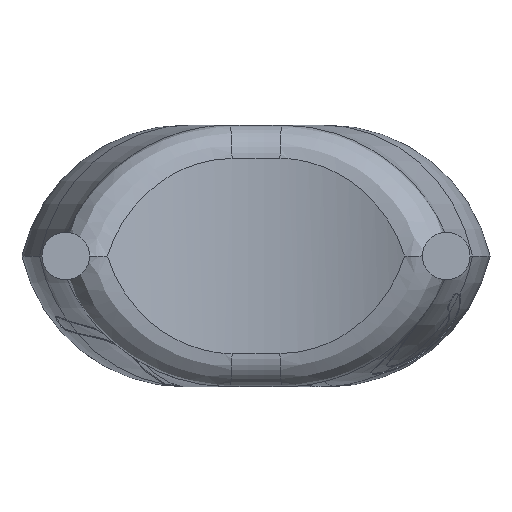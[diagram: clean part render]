
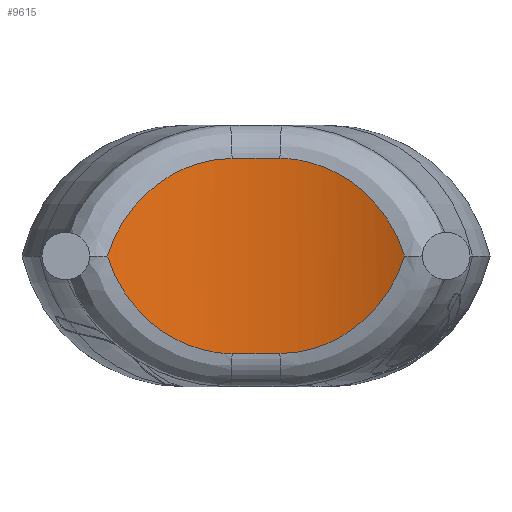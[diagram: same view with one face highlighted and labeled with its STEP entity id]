
A CAD part, front view. The second image highlights one B-rep face of the part: STEP entity #9615.
In plain terms, the highlighted cylindrical face has radius 3.625 mm (diameter 7.25 mm), a partial arc.
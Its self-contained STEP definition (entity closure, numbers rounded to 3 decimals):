
#50 = EDGE_CURVE ( 'NONE', #6174, #13204, #9598, .T. ) ;
#520 = DIRECTION ( 'NONE',  ( 0., 0., 1. ) ) ;
#582 = B_SPLINE_CURVE_WITH_KNOTS ( 'NONE', 3,
 ( #9416, #4394, #9255, #2044, #13016, #6876, #9334, #14136, #2186, #12944 ),
 .UNSPECIFIED., .F., .F.,
 ( 4, 2, 2, 2, 4 ),
 ( 0., 0., 0.001, 0.001, 0.002 ),
 .UNSPECIFIED. ) ;
#658 = DIRECTION ( 'NONE',  ( 0., 0., -1. ) ) ;
#722 = VERTEX_POINT ( 'NONE', #14549 ) ;
#799 = DIRECTION ( 'NONE',  ( 0., 0., -1. ) ) ;
#918 = CARTESIAN_POINT ( 'NONE',  ( -1.453, -4.003, -0.28 ) ) ;
#956 = CARTESIAN_POINT ( 'NONE',  ( 0., -7.325, -1.025 ) ) ;
#1164 = CARTESIAN_POINT ( 'NONE',  ( 1.561, -4.053, 0. ) ) ;
#1364 = CARTESIAN_POINT ( 'NONE',  ( -0.958, -3.827, 0.817 ) ) ;
#2044 = CARTESIAN_POINT ( 'NONE',  ( 1.287, -3.935, 0.524 ) ) ;
#2186 = CARTESIAN_POINT ( 'NONE',  ( 0.404, -3.719, 1.025 ) ) ;
#2384 = CARTESIAN_POINT ( 'NONE',  ( -1.453, -4.003, 0.28 ) ) ;
#2570 = CARTESIAN_POINT ( 'NONE',  ( -1.561, -4.053, 0. ) ) ;
#3049 = CARTESIAN_POINT ( 'NONE',  ( 0.831, -3.794, -0.891 ) ) ;
#3118 = EDGE_CURVE ( 'NONE', #13204, #722, #9317, .T. ) ;
#3122 = CARTESIAN_POINT ( 'NONE',  ( -0.831, -3.794, -0.891 ) ) ;
#3290 = CARTESIAN_POINT ( 'NONE',  ( 0.404, -3.719, -1.025 ) ) ;
#4311 = CARTESIAN_POINT ( 'NONE',  ( -1.287, -3.935, -0.524 ) ) ;
#4394 = CARTESIAN_POINT ( 'NONE',  ( 1.518, -4.033, 0.145 ) ) ;
#4416 = CARTESIAN_POINT ( 'NONE',  ( 0.252, -3.709, 1.025 ) ) ;
#4516 = CYLINDRICAL_SURFACE ( 'NONE', #15065, 3.625 ) ;
#4620 = CARTESIAN_POINT ( 'NONE',  ( 1.453, -4.003, -0.28 ) ) ;
#4635 = ORIENTED_EDGE ( 'NONE', *, *, #5697, .T. ) ;
#4750 = CARTESIAN_POINT ( 'NONE',  ( -0.831, -3.794, 0.891 ) ) ;
#5411 = DIRECTION ( 'NONE',  ( -1., 0., 0. ) ) ;
#5444 = CARTESIAN_POINT ( 'NONE',  ( 0.55, -3.739, -0.997 ) ) ;
#5519 = CARTESIAN_POINT ( 'NONE',  ( -0.958, -3.827, -0.817 ) ) ;
#5592 = CARTESIAN_POINT ( 'NONE',  ( 0., -7.325, 1.025 ) ) ;
#5607 = CARTESIAN_POINT ( 'NONE',  ( -0.55, -3.739, -0.997 ) ) ;
#5697 = EDGE_CURVE ( 'NONE', #13166, #9784, #582, .T. ) ;
#5759 = CARTESIAN_POINT ( 'NONE',  ( -1.188, -3.898, -0.631 ) ) ;
#5765 = CARTESIAN_POINT ( 'NONE',  ( 1.518, -4.033, -0.145 ) ) ;
#6174 = VERTEX_POINT ( 'NONE', #7283 ) ;
#6195 = CARTESIAN_POINT ( 'NONE',  ( -1.561, -4.053, 0. ) ) ;
#6358 = CARTESIAN_POINT ( 'NONE',  ( -0.55, -3.739, 0.997 ) ) ;
#6705 = CARTESIAN_POINT ( 'NONE',  ( -1.561, -4.053, 0. ) ) ;
#6876 = CARTESIAN_POINT ( 'NONE',  ( 0.958, -3.827, 0.817 ) ) ;
#7278 = EDGE_CURVE ( 'NONE', #722, #10553, #13861, .T. ) ;
#7283 = CARTESIAN_POINT ( 'NONE',  ( -0.252, -3.709, 1.025 ) ) ;
#7821 = B_SPLINE_CURVE_WITH_KNOTS ( 'NONE', 3,
 ( #9329, #3290, #5444, #3049, #7901, #13329, #15540, #4620, #5765, #1164 ),
 .UNSPECIFIED., .F., .F.,
 ( 4, 2, 2, 2, 4 ),
 ( 0., 0., 0.001, 0.001, 0.002 ),
 .UNSPECIFIED. ) ;
#7899 = EDGE_CURVE ( 'NONE', #9784, #6174, #8348, .T. ) ;
#7901 = CARTESIAN_POINT ( 'NONE',  ( 0.958, -3.827, -0.817 ) ) ;
#8348 = CIRCLE ( 'NONE', #12620, 3.625 ) ;
#8494 = CARTESIAN_POINT ( 'NONE',  ( -0.404, -3.719, 1.025 ) ) ;
#8837 = ORIENTED_EDGE ( 'NONE', *, *, #50, .T. ) ;
#8976 = ORIENTED_EDGE ( 'NONE', *, *, #7278, .T. ) ;
#9203 = DIRECTION ( 'NONE',  ( 1., 0., 0. ) ) ;
#9255 = CARTESIAN_POINT ( 'NONE',  ( 1.453, -4.003, 0.28 ) ) ;
#9317 = B_SPLINE_CURVE_WITH_KNOTS ( 'NONE', 3,
 ( #6705, #11604, #918, #4311, #5759, #5519, #3122, #5607, #10433, #14365 ),
 .UNSPECIFIED., .F., .F.,
 ( 4, 2, 2, 2, 4 ),
 ( 0., 0., 0.001, 0.001, 0.002 ),
 .UNSPECIFIED. ) ;
#9329 = CARTESIAN_POINT ( 'NONE',  ( 0.252, -3.709, -1.025 ) ) ;
#9334 = CARTESIAN_POINT ( 'NONE',  ( 0.831, -3.794, 0.891 ) ) ;
#9416 = CARTESIAN_POINT ( 'NONE',  ( 1.561, -4.053, 0. ) ) ;
#9598 = B_SPLINE_CURVE_WITH_KNOTS ( 'NONE', 3,
 ( #12018, #8494, #6358, #4750, #1364, #12100, #13212, #2384, #10850, #6195 ),
 .UNSPECIFIED., .F., .F.,
 ( 4, 2, 2, 2, 4 ),
 ( 0., 0., 0.001, 0.001, 0.002 ),
 .UNSPECIFIED. ) ;
#9615 = ADVANCED_FACE ( 'NONE', ( #10558 ), #4516, .F. ) ;
#9784 = VERTEX_POINT ( 'NONE', #4416 ) ;
#9849 = AXIS2_PLACEMENT_3D ( 'NONE', #956, #799, #9203 ) ;
#10324 = CARTESIAN_POINT ( 'NONE',  ( 0., -7.325, 1.375 ) ) ;
#10339 = DIRECTION ( 'NONE',  ( 1., 0., 0. ) ) ;
#10433 = CARTESIAN_POINT ( 'NONE',  ( -0.404, -3.719, -1.025 ) ) ;
#10553 = VERTEX_POINT ( 'NONE', #13428 ) ;
#10558 = FACE_OUTER_BOUND ( 'NONE', #14383, .T. ) ;
#10802 = CARTESIAN_POINT ( 'NONE',  ( 1.561, -4.053, 0. ) ) ;
#10850 = CARTESIAN_POINT ( 'NONE',  ( -1.518, -4.033, 0.145 ) ) ;
#11216 = ORIENTED_EDGE ( 'NONE', *, *, #13879, .T. ) ;
#11604 = CARTESIAN_POINT ( 'NONE',  ( -1.518, -4.033, -0.145 ) ) ;
#12018 = CARTESIAN_POINT ( 'NONE',  ( -0.252, -3.709, 1.025 ) ) ;
#12100 = CARTESIAN_POINT ( 'NONE',  ( -1.188, -3.898, 0.631 ) ) ;
#12620 = AXIS2_PLACEMENT_3D ( 'NONE', #5592, #520, #10339 ) ;
#12944 = CARTESIAN_POINT ( 'NONE',  ( 0.252, -3.709, 1.025 ) ) ;
#13016 = CARTESIAN_POINT ( 'NONE',  ( 1.188, -3.898, 0.631 ) ) ;
#13166 = VERTEX_POINT ( 'NONE', #10802 ) ;
#13204 = VERTEX_POINT ( 'NONE', #2570 ) ;
#13212 = CARTESIAN_POINT ( 'NONE',  ( -1.287, -3.935, 0.524 ) ) ;
#13329 = CARTESIAN_POINT ( 'NONE',  ( 1.188, -3.898, -0.631 ) ) ;
#13428 = CARTESIAN_POINT ( 'NONE',  ( 0.252, -3.709, -1.025 ) ) ;
#13789 = ORIENTED_EDGE ( 'NONE', *, *, #7899, .T. ) ;
#13861 = CIRCLE ( 'NONE', #9849, 3.625 ) ;
#13879 = EDGE_CURVE ( 'NONE', #10553, #13166, #7821, .T. ) ;
#14136 = CARTESIAN_POINT ( 'NONE',  ( 0.55, -3.739, 0.997 ) ) ;
#14365 = CARTESIAN_POINT ( 'NONE',  ( -0.252, -3.709, -1.025 ) ) ;
#14383 = EDGE_LOOP ( 'NONE', ( #4635, #13789, #8837, #14425, #8976, #11216 ) ) ;
#14425 = ORIENTED_EDGE ( 'NONE', *, *, #3118, .T. ) ;
#14549 = CARTESIAN_POINT ( 'NONE',  ( -0.252, -3.709, -1.025 ) ) ;
#15065 = AXIS2_PLACEMENT_3D ( 'NONE', #10324, #658, #5411 ) ;
#15540 = CARTESIAN_POINT ( 'NONE',  ( 1.287, -3.935, -0.524 ) ) ;
